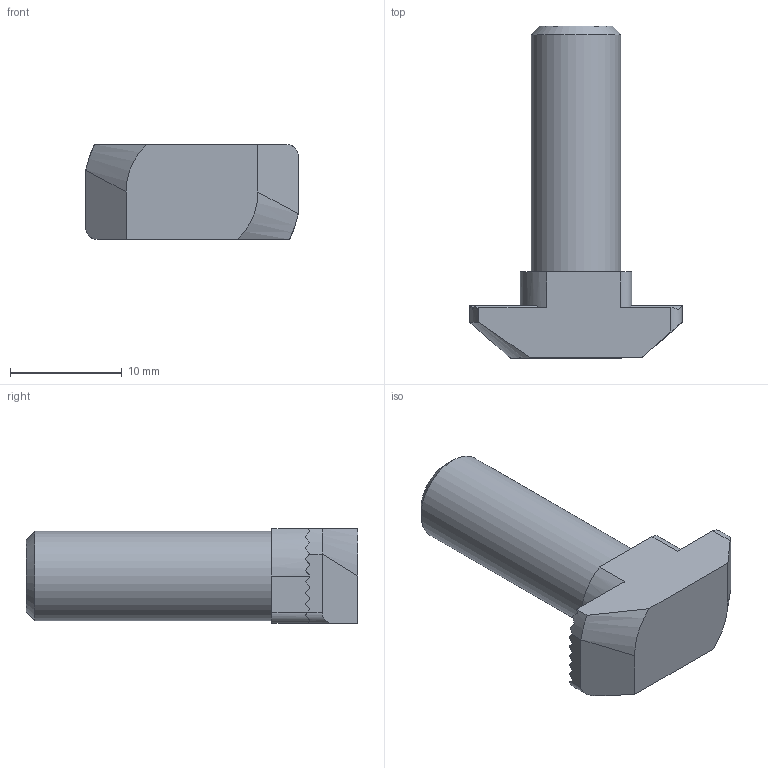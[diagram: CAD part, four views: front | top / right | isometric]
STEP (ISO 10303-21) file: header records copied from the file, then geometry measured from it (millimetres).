
FILE_DESCRIPTION(/* description */ ('STEP AP214'),/* implementation_level */ '2;1');
FILE_NAME(/* name */ '096HK1030M0825',/* time_stamp */ '2022-09-01T16:20:32+02:00',/* author */ ('License CC BY-ND 4.0'),/* organization */ ('CADENAS'),/* preprocessor_version */ 'ST-DEVELOPER v18.102',/* originating_system */ 'PARTsolutions',/* authorisation */ ' ');
FILE_SCHEMA (('AUTOMOTIVE_DESIGN {1 0 10303 214 3 1 1}'));
Length unit declared in the file: millimetre
Products named in the file (1): 096HK1030M0825
Bounding box: 19 x 29.7 x 8.5 mm (x, y, z)
Volume: 1965.6 mm3; surface area: 1173.2 mm2
Topology: 1 solids, 1 shells, 80 faces, 223 edges, 147 vertices
Faces by surface type: plane 52, cylinder 25, bspline 2, cone 1
Full cylindrical faces by diameter (mm): 8 x1
Entity records: 2622 total; most frequent: CARTESIAN_POINT 517, ORIENTED_EDGE 442, DIRECTION 430, EDGE_CURVE 221, AXIS2_PLACEMENT_3D 148, VERTEX_POINT 147, LINE 134, VECTOR 134
